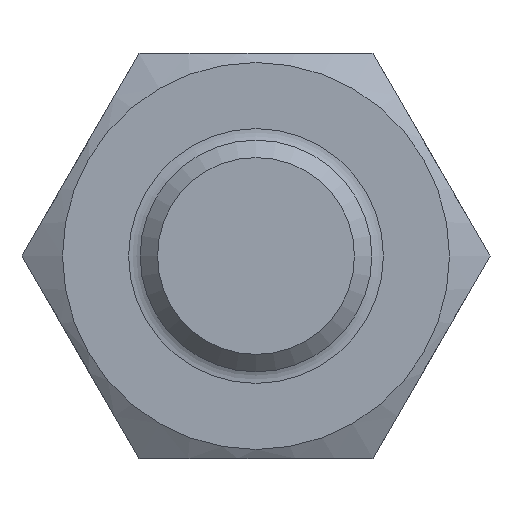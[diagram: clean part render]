
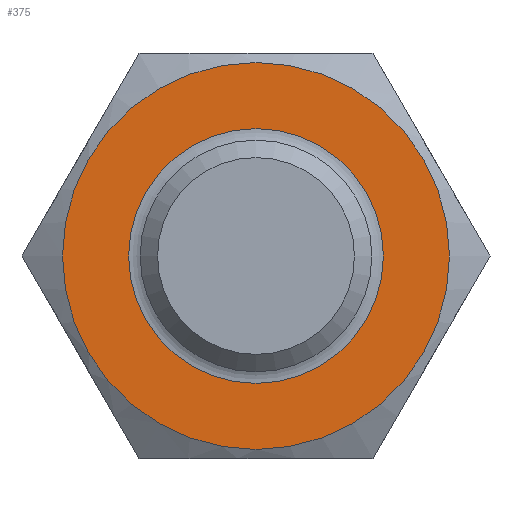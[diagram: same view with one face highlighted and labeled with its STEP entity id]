
A CAD part, front view. The second image highlights one B-rep face of the part: STEP entity #375.
In plain terms, the highlighted planar face has unit normal (0, -1, 0).
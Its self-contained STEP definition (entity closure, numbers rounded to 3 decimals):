
#331=CARTESIAN_POINT('',(-3.341,-7.5,0.0));
#332=VERTEX_POINT('',#331);
#333=CARTESIAN_POINT('',(0.0,-7.5,0.0));
#334=DIRECTION('',(-0.0,1.0,-0.0));
#335=DIRECTION('',(-1.0,-0.0,0.0));
#336=AXIS2_PLACEMENT_3D('',#333,#334,#335);
#337=CIRCLE('',#336,3.341);
#338=EDGE_CURVE('n� 559',#332,#332,#337,.T.);
#356=CARTESIAN_POINT('',(0.0,-7.5,2.2));
#357=VERTEX_POINT('',#356);
#358=CARTESIAN_POINT('',(0.0,-7.5,0.0));
#359=DIRECTION('',(-0.0,1.0,0.0));
#360=DIRECTION('',(0.0,-0.0,1.0));
#361=AXIS2_PLACEMENT_3D('',#358,#359,#360);
#362=CIRCLE('',#361,2.2);
#363=EDGE_CURVE('n� 847',#357,#357,#362,.T.);
#364=ORIENTED_EDGE('',*,*,#363,.T.);
#365=EDGE_LOOP('',(#364));
#366=FACE_OUTER_BOUND('',#365,.T.);
#367=ORIENTED_EDGE('',*,*,#338,.F.);
#368=EDGE_LOOP('',(#367));
#369=FACE_BOUND('',#368,.T.);
#370=CARTESIAN_POINT('',(2.021,-7.5,3.5));
#371=DIRECTION('',(-0.0,1.0,0.0));
#372=DIRECTION('',(0.0,-0.0,1.0));
#373=AXIS2_PLACEMENT_3D('',#370,#371,#372);
#374=PLANE('',#373);
#375=ADVANCED_FACE('n� 453',(#366,#369),#374,.F.);
